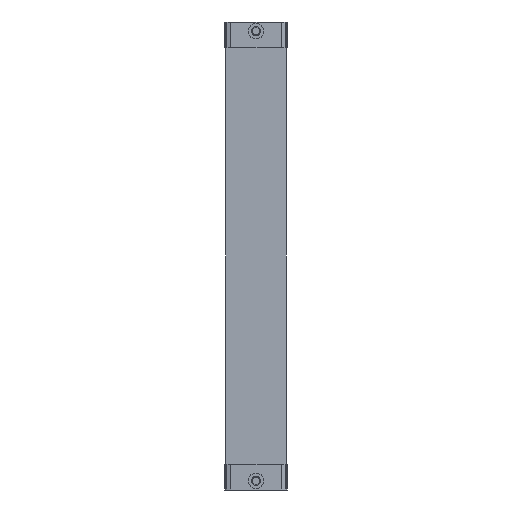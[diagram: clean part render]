
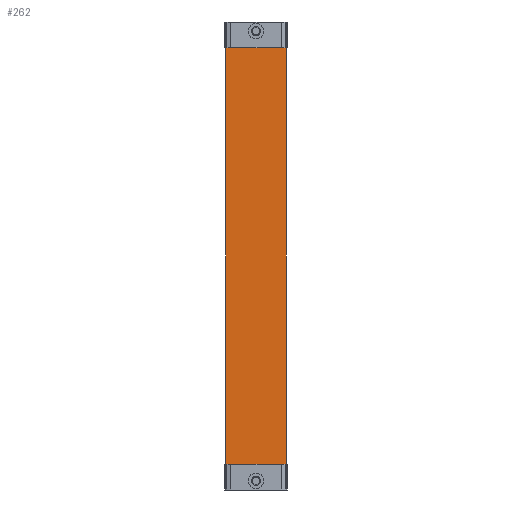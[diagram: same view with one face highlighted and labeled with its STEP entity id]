
A CAD part, front view. The second image highlights one B-rep face of the part: STEP entity #262.
In plain terms, the highlighted planar face has unit normal (0, -1, 0).
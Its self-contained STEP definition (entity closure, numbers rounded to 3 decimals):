
#262 = ADVANCED_FACE( '', ( #619 ), #620, .F. );
#619 = FACE_OUTER_BOUND( '', #1206, .T. );
#620 = PLANE( '', #1207 );
#1206 = EDGE_LOOP( '', ( #2391, #2392, #2393, #2394, #2395, #2396, #2397, #2398 ) );
#1207 = AXIS2_PLACEMENT_3D( '', #2399, #2400, #2401 );
#2391 = ORIENTED_EDGE( '', *, *, #3234, .T. );
#2392 = ORIENTED_EDGE( '', *, *, #3457, .T. );
#2393 = ORIENTED_EDGE( '', *, *, #3471, .T. );
#2394 = ORIENTED_EDGE( '', *, *, #3480, .F. );
#2395 = ORIENTED_EDGE( '', *, *, #3477, .F. );
#2396 = ORIENTED_EDGE( '', *, *, #3333, .F. );
#2397 = ORIENTED_EDGE( '', *, *, #3322, .F. );
#2398 = ORIENTED_EDGE( '', *, *, #3479, .T. );
#2399 = CARTESIAN_POINT( '', ( -38.5, -38., 267. ) );
#2400 = DIRECTION( '', ( 0., 1., 0. ) );
#2401 = DIRECTION( '', ( 0., 0., 1. ) );
#3234 = EDGE_CURVE( '', #3722, #3724, #3726, .T. );
#3322 = EDGE_CURVE( '', #3875, #3857, #3877, .T. );
#3333 = EDGE_CURVE( '', #3857, #3829, #3894, .T. );
#3457 = EDGE_CURVE( '', #3724, #3975, #4099, .T. );
#3471 = EDGE_CURVE( '', #3975, #4122, #4123, .T. );
#3477 = EDGE_CURVE( '', #3829, #4130, #4131, .T. );
#3479 = EDGE_CURVE( '', #3875, #3722, #4133, .T. );
#3480 = EDGE_CURVE( '', #4130, #4122, #4134, .T. );
#3722 = VERTEX_POINT( '', #4544 );
#3724 = VERTEX_POINT( '', #4547 );
#3726 = LINE( '', #4549, #4550 );
#3829 = VERTEX_POINT( '', #4700 );
#3857 = VERTEX_POINT( '', #4738 );
#3875 = VERTEX_POINT( '', #4765 );
#3877 = LINE( '', #4768, #4769 );
#3894 = LINE( '', #4795, #4796 );
#3975 = VERTEX_POINT( '', #4909 );
#4099 = LINE( '', #5084, #5085 );
#4122 = VERTEX_POINT( '', #5121 );
#4123 = LINE( '', #5122, #5123 );
#4130 = VERTEX_POINT( '', #5135 );
#4131 = LINE( '', #5136, #5137 );
#4133 = LINE( '', #5140, #5141 );
#4134 = LINE( '', #5142, #5143 );
#4544 = CARTESIAN_POINT( '', ( -38.5, -38., -267. ) );
#4547 = CARTESIAN_POINT( '', ( -38.368, -38., -267. ) );
#4549 = CARTESIAN_POINT( '', ( -38.5, -38., -267. ) );
#4550 = VECTOR( '', #5538, 1000. );
#4700 = CARTESIAN_POINT( '', ( 38.368, -38., 267. ) );
#4738 = CARTESIAN_POINT( '', ( -38.368, -38., 267. ) );
#4765 = CARTESIAN_POINT( '', ( -38.5, -38., 267. ) );
#4768 = CARTESIAN_POINT( '', ( -38.5, -38., 267. ) );
#4769 = VECTOR( '', #5666, 1000. );
#4795 = CARTESIAN_POINT( '', ( -38.5, -38., 267. ) );
#4796 = VECTOR( '', #5679, 1000. );
#4909 = CARTESIAN_POINT( '', ( 38.368, -38., -267. ) );
#5084 = CARTESIAN_POINT( '', ( -38.5, -38., -267. ) );
#5085 = VECTOR( '', #5883, 1000. );
#5121 = CARTESIAN_POINT( '', ( 38.5, -38., -267. ) );
#5122 = CARTESIAN_POINT( '', ( -38.5, -38., -267. ) );
#5123 = VECTOR( '', #5897, 1000. );
#5135 = CARTESIAN_POINT( '', ( 38.5, -38., 267. ) );
#5136 = CARTESIAN_POINT( '', ( -38.5, -38., 267. ) );
#5137 = VECTOR( '', #5903, 1000. );
#5140 = CARTESIAN_POINT( '', ( -38.5, -38., 267. ) );
#5141 = VECTOR( '', #5905, 1000. );
#5142 = CARTESIAN_POINT( '', ( 38.5, -38., 267. ) );
#5143 = VECTOR( '', #5906, 1000. );
#5538 = DIRECTION( '', ( 1., 0., 0. ) );
#5666 = DIRECTION( '', ( 1., 0., 0. ) );
#5679 = DIRECTION( '', ( 1., 0., 0. ) );
#5883 = DIRECTION( '', ( 1., 0., 0. ) );
#5897 = DIRECTION( '', ( 1., 0., 0. ) );
#5903 = DIRECTION( '', ( 1., 0., 0. ) );
#5905 = DIRECTION( '', ( 0., 0., -1. ) );
#5906 = DIRECTION( '', ( 0., 0., -1. ) );
